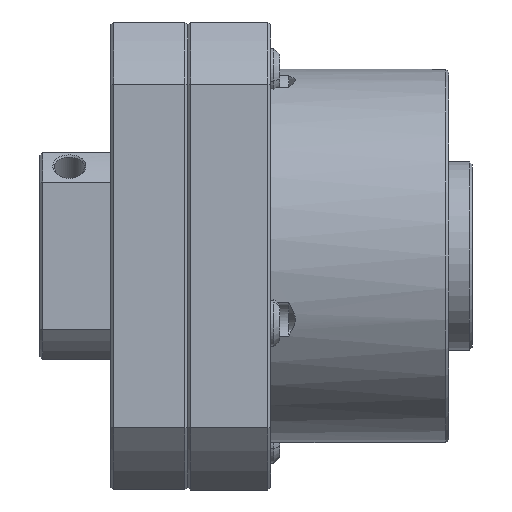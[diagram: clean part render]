
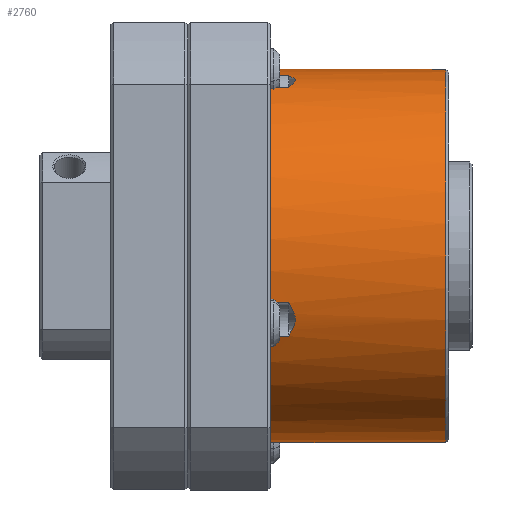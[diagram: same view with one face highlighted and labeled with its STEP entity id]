
A CAD part, front view. The second image highlights one B-rep face of the part: STEP entity #2760.
In plain terms, the highlighted cylindrical face has radius 31.5 mm (diameter 63 mm), a partial arc.
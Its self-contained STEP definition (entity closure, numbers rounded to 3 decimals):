
#113 = EDGE_CURVE ( 'NONE', #1480, #4416, #5608, .T. ) ;
#345 = CARTESIAN_POINT ( 'NONE',  ( 17., -28.449, -13.524 ) ) ;
#513 = EDGE_CURVE ( 'NONE', #7074, #3806, #7629, .T. ) ;
#844 = AXIS2_PLACEMENT_3D ( 'NONE', #5018, #5030, #5028 ) ;
#966 = LINE ( 'NONE', #4792, #7568 ) ;
#1041 = AXIS2_PLACEMENT_3D ( 'NONE', #3589, #3574, #3517 ) ;
#1067 = LINE ( 'NONE', #6485, #7467 ) ;
#1106 = FACE_OUTER_BOUND ( 'NONE', #5890, .T. ) ;
#1191 = CARTESIAN_POINT ( 'NONE',  ( 43.5, 0., -31.5 ) ) ;
#1252 = CARTESIAN_POINT ( 'NONE',  ( 14., -28.449, -13.524 ) ) ;
#1480 = VERTEX_POINT ( 'NONE', #1191 ) ;
#1485 = CARTESIAN_POINT ( 'NONE',  ( 17., -7.927, 30.486 ) ) ;
#1695 = AXIS2_PLACEMENT_3D ( 'NONE', #5307, #5453, #5331 ) ;
#1735 = VECTOR ( 'NONE', #2890, 1000. ) ;
#1933 = EDGE_CURVE ( 'NONE', #7687, #5910, #7003, .T. ) ;
#2196 = VECTOR ( 'NONE', #5101, 1000. ) ;
#2391 = ORIENTED_EDGE ( 'NONE', *, *, #7215, .F. ) ;
#2571 = CARTESIAN_POINT ( 'NONE',  ( 8.5, -13.524, 28.449 ) ) ;
#2622 = CYLINDRICAL_SURFACE ( 'NONE', #1695, 31.5 ) ;
#2760 = ADVANCED_FACE ( 'NONE', ( #1106 ), #2622, .T. ) ;
#2807 = VERTEX_POINT ( 'NONE', #5157 ) ;
#2816 = ORIENTED_EDGE ( 'NONE', *, *, #113, .T. ) ;
#2834 = EDGE_CURVE ( 'NONE', #7074, #7687, #5847, .T. ) ;
#2840 = EDGE_CURVE ( 'NONE', #3707, #5706, #3964, .T. ) ;
#2890 = DIRECTION ( 'NONE',  ( -1., 0., 0. ) ) ;
#2985 = CARTESIAN_POINT ( 'NONE',  ( 43.5, 0., 31.5 ) ) ;
#3122 = EDGE_CURVE ( 'NONE', #6900, #4986, #5473, .T. ) ;
#3141 = ORIENTED_EDGE ( 'NONE', *, *, #6048, .T. ) ;
#3349 = VERTEX_POINT ( 'NONE', #1252 ) ;
#3517 = DIRECTION ( 'NONE',  ( 0., 0., 1. ) ) ;
#3546 = ORIENTED_EDGE ( 'NONE', *, *, #513, .F. ) ;
#3550 = EDGE_CURVE ( 'NONE', #4986, #3349, #5769, .T. ) ;
#3574 = DIRECTION ( 'NONE',  ( -1., 0., 0. ) ) ;
#3589 = CARTESIAN_POINT ( 'NONE',  ( 43.5, 0., 0. ) ) ;
#3707 = VERTEX_POINT ( 'NONE', #7422 ) ;
#3806 = VERTEX_POINT ( 'NONE', #6924 ) ;
#3873 = CARTESIAN_POINT ( 'NONE',  ( 17.512, -28.844, -12.668 ) ) ;
#3880 = CARTESIAN_POINT ( 'NONE',  ( 17., -28.449, -13.524 ) ) ;
#3881 = CARTESIAN_POINT ( 'NONE',  ( 17.939, -29.221, -11.766 ) ) ;
#3888 = CARTESIAN_POINT ( 'NONE',  ( 17.259, -28.651, -13.1 ) ) ;
#3906 = CARTESIAN_POINT ( 'NONE',  ( 17.839, -29.128, -11.995 ) ) ;
#3918 = CARTESIAN_POINT ( 'NONE',  ( 18.053, -29.363, -11.406 ) ) ;
#3929 = CARTESIAN_POINT ( 'NONE',  ( 18.143, -29.688, -10.532 ) ) ;
#3942 = CARTESIAN_POINT ( 'NONE',  ( 17., -30.486, -7.927 ) ) ;
#3944 = CARTESIAN_POINT ( 'NONE',  ( 18.129, -29.504, -11.034 ) ) ;
#3956 = CARTESIAN_POINT ( 'NONE',  ( 18.141, -29.551, -10.909 ) ) ;
#3964 = CIRCLE ( 'NONE', #844, 31.5 ) ;
#3966 = CARTESIAN_POINT ( 'NONE',  ( 17.945, -29.942, -9.787 ) ) ;
#3967 = CARTESIAN_POINT ( 'NONE',  ( 17., -30.486, -7.927 ) ) ;
#3976 = CARTESIAN_POINT ( 'NONE',  ( 18.095, -29.778, -10.276 ) ) ;
#3977 = CARTESIAN_POINT ( 'NONE',  ( 17.261, -30.367, -8.385 ) ) ;
#3987 = CARTESIAN_POINT ( 'NONE',  ( 17.845, -30.019, -9.548 ) ) ;
#3993 = EDGE_CURVE ( 'NONE', #2807, #3349, #4489, .T. ) ;
#3994 = CARTESIAN_POINT ( 'NONE',  ( 17.515, -30.238, -8.842 ) ) ;
#4175 = AXIS2_PLACEMENT_3D ( 'NONE', #5791, #5774, #5773 ) ;
#4267 = ORIENTED_EDGE ( 'NONE', *, *, #2834, .T. ) ;
#4402 = AXIS2_PLACEMENT_3D ( 'NONE', #6567, #6562, #6511 ) ;
#4416 = VERTEX_POINT ( 'NONE', #2985 ) ;
#4489 = CIRCLE ( 'NONE', #4175, 31.5 ) ;
#4745 = DIRECTION ( 'NONE',  ( -1., 0., 0. ) ) ;
#4792 = CARTESIAN_POINT ( 'NONE',  ( -94.469, 0., 31.5 ) ) ;
#4939 = CARTESIAN_POINT ( 'NONE',  ( 17., -13.524, 28.449 ) ) ;
#4971 = LINE ( 'NONE', #7475, #6554 ) ;
#4986 = VERTEX_POINT ( 'NONE', #345 ) ;
#5018 = CARTESIAN_POINT ( 'NONE',  ( 14., 0., 0. ) ) ;
#5028 = DIRECTION ( 'NONE',  ( 0., 0., 1. ) ) ;
#5030 = DIRECTION ( 'NONE',  ( -1., 0., 0. ) ) ;
#5101 = DIRECTION ( 'NONE',  ( 1., 0., 0. ) ) ;
#5102 = CARTESIAN_POINT ( 'NONE',  ( 8.5, -7.927, 30.486 ) ) ;
#5157 = CARTESIAN_POINT ( 'NONE',  ( 14., 0., -31.5 ) ) ;
#5252 = LINE ( 'NONE', #2571, #1735 ) ;
#5307 = CARTESIAN_POINT ( 'NONE',  ( -94.469, 0., 0. ) ) ;
#5309 = CARTESIAN_POINT ( 'NONE',  ( 17., -13.524, 28.449 ) ) ;
#5331 = DIRECTION ( 'NONE',  ( 0., 0., 1. ) ) ;
#5377 = ORIENTED_EDGE ( 'NONE', *, *, #8037, .T. ) ;
#5407 = CARTESIAN_POINT ( 'NONE',  ( 17.259, -13.1, 28.651 ) ) ;
#5453 = DIRECTION ( 'NONE',  ( -1., 0., 0. ) ) ;
#5469 = CARTESIAN_POINT ( 'NONE',  ( 17.512, -12.668, 28.844 ) ) ;
#5473 = B_SPLINE_CURVE_WITH_KNOTS ( 'NONE', 3,
 ( #3942, #3977, #3994, #3987, #3966, #3976, #3929, #3956, #3944, #5581, #3918, #3881, #3906, #3873, #3888, #3880 ),
 .UNSPECIFIED., .F., .F.,
 ( 4, 2, 2, 2, 2, 2, 2, 4 ),
 ( 0., 0.002, 0.002, 0.003, 0.004, 0.004, 0.005, 0.006 ),
 .UNSPECIFIED. ) ;
#5494 = CARTESIAN_POINT ( 'NONE',  ( 17.839, -11.995, 29.128 ) ) ;
#5581 = CARTESIAN_POINT ( 'NONE',  ( 18.085, -29.41, -11.283 ) ) ;
#5608 = CIRCLE ( 'NONE', #1041, 31.5 ) ;
#5706 = VERTEX_POINT ( 'NONE', #7180 ) ;
#5728 = CARTESIAN_POINT ( 'NONE',  ( 17.939, -11.766, 29.221 ) ) ;
#5769 = LINE ( 'NONE', #7937, #7208 ) ;
#5773 = DIRECTION ( 'NONE',  ( 0., 0., 1. ) ) ;
#5774 = DIRECTION ( 'NONE',  ( -1., 0., 0. ) ) ;
#5791 = CARTESIAN_POINT ( 'NONE',  ( 14., 0., 0. ) ) ;
#5847 = LINE ( 'NONE', #5102, #2196 ) ;
#5890 = EDGE_LOOP ( 'NONE', ( #2391, #2816, #3141, #3546, #4267, #6482, #5377, #7985, #7684, #7482, #6705, #6887 ) ) ;
#5910 = VERTEX_POINT ( 'NONE', #5309 ) ;
#5992 = CARTESIAN_POINT ( 'NONE',  ( 18.053, -11.406, 29.363 ) ) ;
#6020 = CARTESIAN_POINT ( 'NONE',  ( 18.085, -11.283, 29.41 ) ) ;
#6042 = CARTESIAN_POINT ( 'NONE',  ( 18.129, -11.034, 29.504 ) ) ;
#6048 = EDGE_CURVE ( 'NONE', #4416, #3806, #966, .T. ) ;
#6073 = CARTESIAN_POINT ( 'NONE',  ( 18.141, -10.909, 29.551 ) ) ;
#6125 = CARTESIAN_POINT ( 'NONE',  ( 18.143, -10.532, 29.688 ) ) ;
#6202 = CARTESIAN_POINT ( 'NONE',  ( 18.095, -10.276, 29.778 ) ) ;
#6226 = CARTESIAN_POINT ( 'NONE',  ( 17.945, -9.787, 29.942 ) ) ;
#6367 = CARTESIAN_POINT ( 'NONE',  ( 17.845, -9.548, 30.019 ) ) ;
#6400 = CARTESIAN_POINT ( 'NONE',  ( 17., -7.927, 30.486 ) ) ;
#6437 = DIRECTION ( 'NONE',  ( -1., 0., 0. ) ) ;
#6482 = ORIENTED_EDGE ( 'NONE', *, *, #1933, .T. ) ;
#6485 = CARTESIAN_POINT ( 'NONE',  ( -94.469, 0., -31.5 ) ) ;
#6511 = DIRECTION ( 'NONE',  ( 0., 0., 1. ) ) ;
#6554 = VECTOR ( 'NONE', #7508, 1000. ) ;
#6562 = DIRECTION ( 'NONE',  ( -1., 0., 0. ) ) ;
#6567 = CARTESIAN_POINT ( 'NONE',  ( 14., 0., 0. ) ) ;
#6650 = CARTESIAN_POINT ( 'NONE',  ( 17.261, -8.385, 30.367 ) ) ;
#6705 = ORIENTED_EDGE ( 'NONE', *, *, #3550, .T. ) ;
#6736 = CARTESIAN_POINT ( 'NONE',  ( 17.515, -8.842, 30.238 ) ) ;
#6887 = ORIENTED_EDGE ( 'NONE', *, *, #3993, .F. ) ;
#6900 = VERTEX_POINT ( 'NONE', #3967 ) ;
#6924 = CARTESIAN_POINT ( 'NONE',  ( 14., 0., 31.5 ) ) ;
#7003 = B_SPLINE_CURVE_WITH_KNOTS ( 'NONE', 3,
 ( #6400, #6650, #6736, #6367, #6226, #6202, #6125, #6073, #6042, #6020, #5992, #5728, #5494, #5469, #5407, #4939 ),
 .UNSPECIFIED., .F., .F.,
 ( 4, 2, 2, 2, 2, 2, 2, 4 ),
 ( 0., 0.002, 0.002, 0.003, 0.004, 0.004, 0.005, 0.006 ),
 .UNSPECIFIED. ) ;
#7074 = VERTEX_POINT ( 'NONE', #7785 ) ;
#7097 = EDGE_CURVE ( 'NONE', #3707, #6900, #4971, .T. ) ;
#7180 = CARTESIAN_POINT ( 'NONE',  ( 14., -13.524, 28.449 ) ) ;
#7208 = VECTOR ( 'NONE', #7882, 1000. ) ;
#7215 = EDGE_CURVE ( 'NONE', #1480, #2807, #1067, .T. ) ;
#7422 = CARTESIAN_POINT ( 'NONE',  ( 14., -30.486, -7.927 ) ) ;
#7467 = VECTOR ( 'NONE', #6437, 1000. ) ;
#7475 = CARTESIAN_POINT ( 'NONE',  ( 8.5, -30.486, -7.927 ) ) ;
#7482 = ORIENTED_EDGE ( 'NONE', *, *, #3122, .T. ) ;
#7508 = DIRECTION ( 'NONE',  ( 1., 0., 0. ) ) ;
#7568 = VECTOR ( 'NONE', #4745, 1000. ) ;
#7629 = CIRCLE ( 'NONE', #4402, 31.5 ) ;
#7684 = ORIENTED_EDGE ( 'NONE', *, *, #7097, .T. ) ;
#7687 = VERTEX_POINT ( 'NONE', #1485 ) ;
#7785 = CARTESIAN_POINT ( 'NONE',  ( 14., -7.927, 30.486 ) ) ;
#7882 = DIRECTION ( 'NONE',  ( -1., 0., 0. ) ) ;
#7937 = CARTESIAN_POINT ( 'NONE',  ( 8.5, -28.449, -13.524 ) ) ;
#7985 = ORIENTED_EDGE ( 'NONE', *, *, #2840, .F. ) ;
#8037 = EDGE_CURVE ( 'NONE', #5910, #5706, #5252, .T. ) ;
